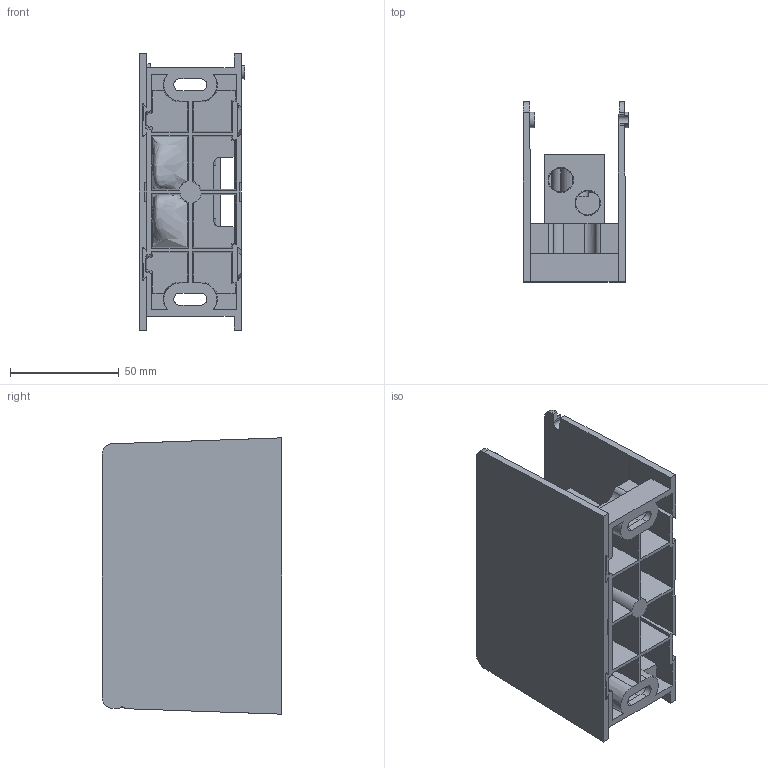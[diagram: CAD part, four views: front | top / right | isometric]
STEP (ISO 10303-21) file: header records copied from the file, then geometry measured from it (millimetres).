
FILE_DESCRIPTION (( 'STEP AP214' ), '1' );
FILE_NAME ('701899rev-1P.STEP', '2018-08-10T18:45:31', ( '' ), ( '' ), 'SwSTEP 2.0', 'SolidWorks 2017', '' );
FILE_SCHEMA (( 'AUTOMOTIVE_DESIGN' ));
Length unit declared in the file: inch
Products named in the file (2): 701899rev-1P
Bounding box: 48.6 x 82.55 x 127.01 mm (x, y, z)
Surface area: 77094 mm2 (no closed solid volume)
Topology: 0 solids, 5 shells, 241 faces, 736 edges, 506 vertices
Faces by surface type: plane 163, cylinder 59, cone 17, bspline 2
Full cylindrical faces by diameter (mm): 4.064 x1, 7.112 x1, 8.611 x2, 11.112 x4, 12.7 x1
Entity records: 10914 total; most frequent: CARTESIAN_POINT 4743, ORIENTED_EDGE 1300, DIRECTION 1114, EDGE_CURVE 706, VERTEX_POINT 496, LINE 458, VECTOR 458, AXIS2_PLACEMENT_3D 328
